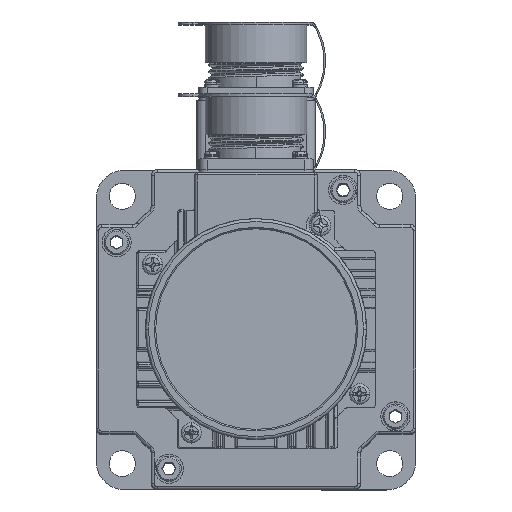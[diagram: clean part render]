
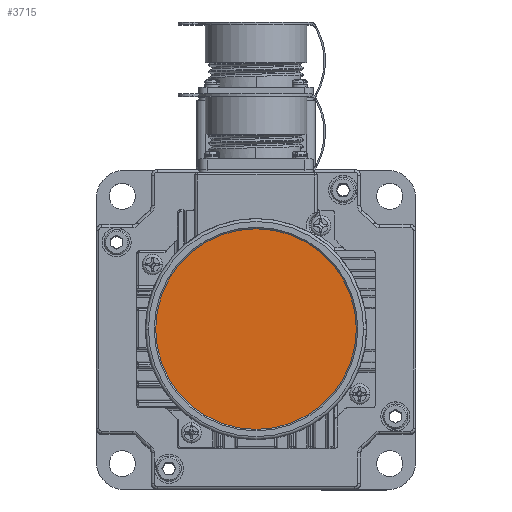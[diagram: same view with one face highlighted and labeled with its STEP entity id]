
A CAD part, top view. The second image highlights one B-rep face of the part: STEP entity #3715.
In plain terms, the highlighted planar face has unit normal (0, 0, 1).
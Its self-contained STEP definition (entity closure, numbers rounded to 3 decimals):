
#27 = EDGE_LOOP ( 'NONE', ( #28, #25194 ) ) ;
#28 = ORIENTED_EDGE ( 'NONE', *, *, #38800, .T. ) ;
#3715 = ADVANCED_FACE ( 'NONE', ( #26381 ), #35599, .T. ) ;
#8525 = CARTESIAN_POINT ( 'NONE',  ( -21.959, -29.361, 182.327 ) ) ;
#12079 = DIRECTION ( 'NONE',  ( 1., 0., 0. ) ) ;
#12569 = CIRCLE ( 'NONE', #42482, 34.5 ) ;
#15641 = DIRECTION ( 'NONE',  ( 0., 0., 1. ) ) ;
#16019 = DIRECTION ( 'NONE',  ( 1., 0., 0. ) ) ;
#16060 = CARTESIAN_POINT ( 'NONE',  ( -56.459, -29.361, 182.327 ) ) ;
#19335 = DIRECTION ( 'NONE',  ( 1., 0., 0. ) ) ;
#19521 = VERTEX_POINT ( 'NONE', #8525 ) ;
#21569 = EDGE_CURVE ( 'NONE', #31947, #19521, #12569, .T. ) ;
#25106 = CIRCLE ( 'NONE', #34267, 34.5 ) ;
#25194 = ORIENTED_EDGE ( 'NONE', *, *, #21569, .T. ) ;
#26381 = FACE_OUTER_BOUND ( 'NONE', #27, .T. ) ;
#29538 = DIRECTION ( 'NONE',  ( 0., 0., 1. ) ) ;
#31947 = VERTEX_POINT ( 'NONE', #36327 ) ;
#33331 = DIRECTION ( 'NONE',  ( 0., 0., 1. ) ) ;
#34267 = AXIS2_PLACEMENT_3D ( 'NONE', #36274, #33331, #16019 ) ;
#35599 = PLANE ( 'NONE',  #41939 ) ;
#36274 = CARTESIAN_POINT ( 'NONE',  ( -56.459, -29.361, 182.327 ) ) ;
#36327 = CARTESIAN_POINT ( 'NONE',  ( -90.959, -29.361, 182.327 ) ) ;
#38800 = EDGE_CURVE ( 'NONE', #19521, #31947, #25106, .T. ) ;
#39162 = CARTESIAN_POINT ( 'NONE',  ( -56.459, -29.361, 182.327 ) ) ;
#41939 = AXIS2_PLACEMENT_3D ( 'NONE', #39162, #15641, #12079 ) ;
#42482 = AXIS2_PLACEMENT_3D ( 'NONE', #16060, #29538, #19335 ) ;
